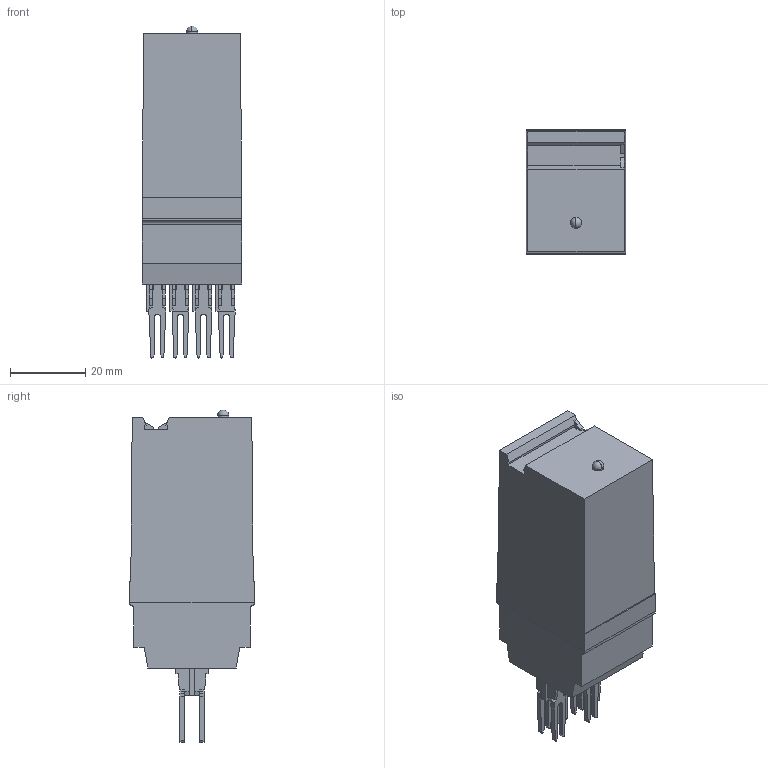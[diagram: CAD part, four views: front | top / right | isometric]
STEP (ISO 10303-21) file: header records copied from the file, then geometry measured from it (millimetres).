
FILE_DESCRIPTION(('Creo Elements/Direct Modeling STEP Export'),'2;1');
FILE_NAME('model.stp','2020-06-03T11:39:00',(''),(''),'Creo Elements/Direct Modeling STEP processor for AP214 (Solid Model)','Creo Elements/Direct Modeling 20.1A 29-Sep-2018 (C) Parametric Technology GmbH','');
FILE_SCHEMA(('AUTOMOTIVE_DESIGN { 1 0 10303 214 1 1 1 1 }'));
Length unit declared in the file: millimetre
Products named in the file (2): ST-REL4-KG..._1-1-select
Assembly tree (1 placements, depth 2):
  ST-REL4-KG..._1-1-select
    ST-REL4-KG..._1-1-select
Bounding box: 26.6 x 33.2 x 88.4 mm (x, y, z)
Volume: 55668.1 mm3; surface area: 11003.6 mm2
Topology: 1 solids, 1 shells, 326 faces, 942 edges, 621 vertices
Faces by surface type: plane 302, cylinder 22, sphere 2
Entity records: 12658 total; most frequent: ORIENTED_EDGE 1880, CARTESIAN_POINT 1784, DIRECTION 1468, EDGE_CURVE 940, VECTOR 858, LINE 858, VERTEX_POINT 621, EDGE_LOOP 331
